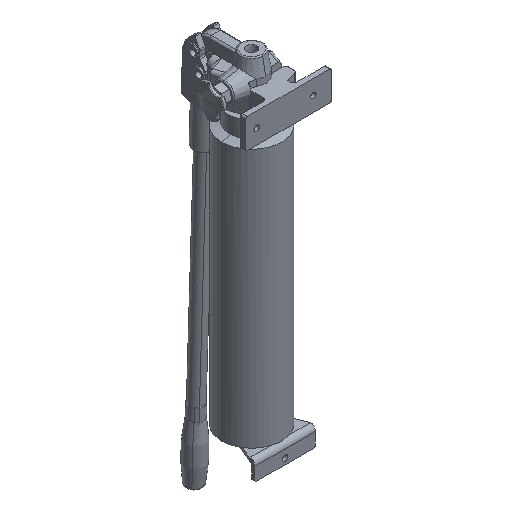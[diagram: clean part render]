
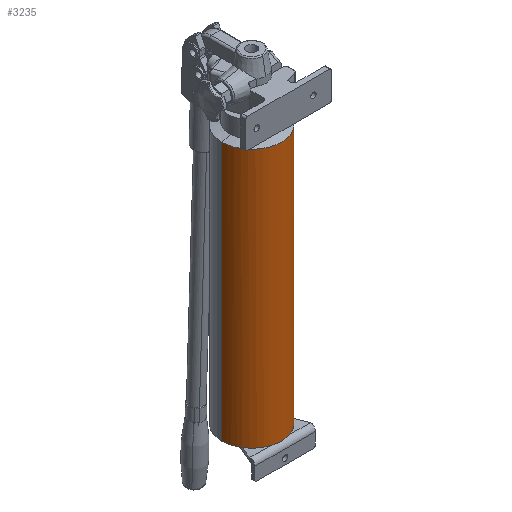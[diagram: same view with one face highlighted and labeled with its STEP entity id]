
A CAD part, isometric view. The second image highlights one B-rep face of the part: STEP entity #3235.
In plain terms, the highlighted cylindrical face has radius 47.5 mm (diameter 95 mm), a partial arc.
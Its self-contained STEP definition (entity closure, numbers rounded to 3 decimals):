
#84 = VERTEX_POINT ( 'NONE', #6287 ) ;
#107 = DIRECTION ( 'NONE',  ( 0., 0., 1. ) ) ;
#352 = DIRECTION ( 'NONE',  ( -1., 0., 0. ) ) ;
#549 = VERTEX_POINT ( 'NONE', #4980 ) ;
#1262 = CIRCLE ( 'NONE', #5737, 47.5 ) ;
#1400 = EDGE_CURVE ( 'NONE', #1408, #13610, #13073, .T. ) ;
#1408 = VERTEX_POINT ( 'NONE', #5584 ) ;
#1839 = CIRCLE ( 'NONE', #11884, 47.5 ) ;
#2065 = ORIENTED_EDGE ( 'NONE', *, *, #9958, .T. ) ;
#2170 = CARTESIAN_POINT ( 'NONE',  ( 438., 0., 47.5 ) ) ;
#2626 = CARTESIAN_POINT ( 'NONE',  ( 0., 0., 0. ) ) ;
#2669 = ORIENTED_EDGE ( 'NONE', *, *, #1400, .T. ) ;
#2705 = CARTESIAN_POINT ( 'NONE',  ( 438., 0., 0. ) ) ;
#2759 = ORIENTED_EDGE ( 'NONE', *, *, #7613, .F. ) ;
#2798 = EDGE_CURVE ( 'NONE', #84, #549, #10301, .T. ) ;
#2888 = CARTESIAN_POINT ( 'NONE',  ( 27., 0., 0. ) ) ;
#3039 = CARTESIAN_POINT ( 'NONE',  ( 438., 0., 0. ) ) ;
#3058 = CARTESIAN_POINT ( 'NONE',  ( 438., 0., 0. ) ) ;
#3104 = AXIS2_PLACEMENT_3D ( 'NONE', #6190, #352, #10553 ) ;
#3224 = CARTESIAN_POINT ( 'NONE',  ( 438., -45., 15.207 ) ) ;
#3235 = ADVANCED_FACE ( 'NONE', ( #7481 ), #5957, .T. ) ;
#3505 = EDGE_CURVE ( 'NONE', #6676, #11525, #12674, .T. ) ;
#3651 = CARTESIAN_POINT ( 'NONE',  ( 0., 0., 47.5 ) ) ;
#3882 = ORIENTED_EDGE ( 'NONE', *, *, #5861, .T. ) ;
#4060 = ORIENTED_EDGE ( 'NONE', *, *, #2798, .T. ) ;
#4138 = CARTESIAN_POINT ( 'NONE',  ( 27., 0., -47.5 ) ) ;
#4329 = CIRCLE ( 'NONE', #5480, 47.5 ) ;
#4545 = ORIENTED_EDGE ( 'NONE', *, *, #3505, .F. ) ;
#4791 = AXIS2_PLACEMENT_3D ( 'NONE', #3039, #9314, #13812 ) ;
#4980 = CARTESIAN_POINT ( 'NONE',  ( 438., -45., -15.207 ) ) ;
#5419 = VECTOR ( 'NONE', #5989, 1000. ) ;
#5480 = AXIS2_PLACEMENT_3D ( 'NONE', #2888, #11585, #7465 ) ;
#5584 = CARTESIAN_POINT ( 'NONE',  ( 438., -25.398, 40.14 ) ) ;
#5737 = AXIS2_PLACEMENT_3D ( 'NONE', #3058, #12224, #6577 ) ;
#5861 = EDGE_CURVE ( 'NONE', #6676, #84, #7819, .T. ) ;
#5957 = CYLINDRICAL_SURFACE ( 'NONE', #13169, 47.5 ) ;
#5971 = DIRECTION ( 'NONE',  ( 0., 0., 1. ) ) ;
#5989 = DIRECTION ( 'NONE',  ( -1., 0., 0. ) ) ;
#6184 = LINE ( 'NONE', #3651, #12203 ) ;
#6190 = CARTESIAN_POINT ( 'NONE',  ( 438., 0., 0. ) ) ;
#6287 = CARTESIAN_POINT ( 'NONE',  ( 438., -25.398, -40.14 ) ) ;
#6383 = DIRECTION ( 'NONE',  ( -1., 0., 0. ) ) ;
#6577 = DIRECTION ( 'NONE',  ( 0., 0., 1. ) ) ;
#6676 = VERTEX_POINT ( 'NONE', #13758 ) ;
#7024 = VERTEX_POINT ( 'NONE', #3224 ) ;
#7201 = ORIENTED_EDGE ( 'NONE', *, *, #10834, .T. ) ;
#7465 = DIRECTION ( 'NONE',  ( 0., 0., 1. ) ) ;
#7481 = FACE_OUTER_BOUND ( 'NONE', #12955, .T. ) ;
#7613 = EDGE_CURVE ( 'NONE', #11525, #9022, #4329, .T. ) ;
#7706 = DIRECTION ( 'NONE',  ( -1., 0., 0. ) ) ;
#7819 = CIRCLE ( 'NONE', #13697, 47.5 ) ;
#8246 = ORIENTED_EDGE ( 'NONE', *, *, #8363, .T. ) ;
#8288 = CARTESIAN_POINT ( 'NONE',  ( 27., 0., 47.5 ) ) ;
#8363 = EDGE_CURVE ( 'NONE', #549, #7024, #1262, .T. ) ;
#8449 = CARTESIAN_POINT ( 'NONE',  ( 0., 0., -47.5 ) ) ;
#9022 = VERTEX_POINT ( 'NONE', #8288 ) ;
#9314 = DIRECTION ( 'NONE',  ( -1., 0., 0. ) ) ;
#9958 = EDGE_CURVE ( 'NONE', #7024, #1408, #1839, .T. ) ;
#10301 = CIRCLE ( 'NONE', #4791, 47.5 ) ;
#10553 = DIRECTION ( 'NONE',  ( 0., 0., 1. ) ) ;
#10834 = EDGE_CURVE ( 'NONE', #13610, #9022, #6184, .T. ) ;
#11193 = DIRECTION ( 'NONE',  ( -1., 0., 0. ) ) ;
#11268 = DIRECTION ( 'NONE',  ( 0., 0., 1. ) ) ;
#11525 = VERTEX_POINT ( 'NONE', #4138 ) ;
#11585 = DIRECTION ( 'NONE',  ( -1., 0., 0. ) ) ;
#11884 = AXIS2_PLACEMENT_3D ( 'NONE', #11992, #7706, #107 ) ;
#11992 = CARTESIAN_POINT ( 'NONE',  ( 438., 0., 0. ) ) ;
#12203 = VECTOR ( 'NONE', #11193, 1000. ) ;
#12224 = DIRECTION ( 'NONE',  ( -1., 0., 0. ) ) ;
#12674 = LINE ( 'NONE', #8449, #5419 ) ;
#12946 = DIRECTION ( 'NONE',  ( -1., 0., 0. ) ) ;
#12955 = EDGE_LOOP ( 'NONE', ( #4545, #3882, #4060, #8246, #2065, #2669, #7201, #2759 ) ) ;
#13073 = CIRCLE ( 'NONE', #3104, 47.5 ) ;
#13169 = AXIS2_PLACEMENT_3D ( 'NONE', #2626, #6383, #5971 ) ;
#13610 = VERTEX_POINT ( 'NONE', #2170 ) ;
#13697 = AXIS2_PLACEMENT_3D ( 'NONE', #2705, #12946, #11268 ) ;
#13758 = CARTESIAN_POINT ( 'NONE',  ( 438., 0., -47.5 ) ) ;
#13812 = DIRECTION ( 'NONE',  ( 0., 0., 1. ) ) ;
